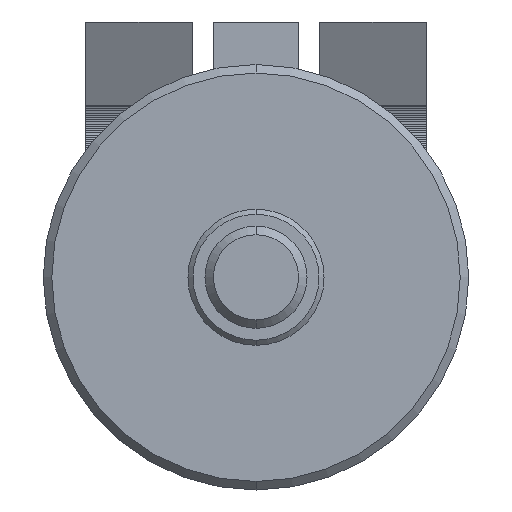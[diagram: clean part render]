
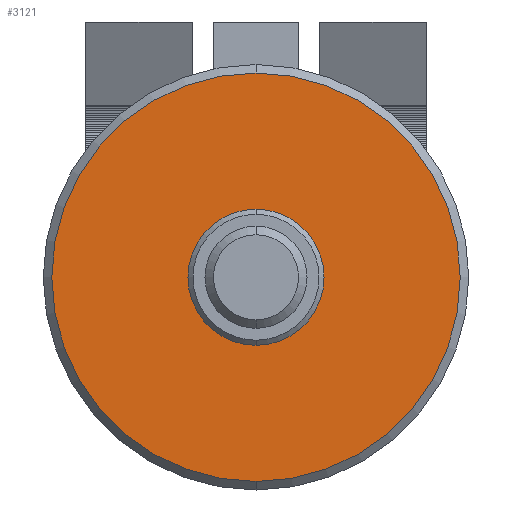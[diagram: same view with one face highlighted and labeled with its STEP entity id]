
A CAD part, front view. The second image highlights one B-rep face of the part: STEP entity #3121.
In plain terms, the highlighted planar face has unit normal (0, -1, 0).
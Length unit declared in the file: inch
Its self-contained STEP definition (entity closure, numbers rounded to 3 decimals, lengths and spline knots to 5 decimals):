
#68 = EDGE_CURVE ( 'NONE', #2855, #3832, #7671, .T. ) ;
#134 = CARTESIAN_POINT ( 'NONE',  ( 0., 0., 0.47244 ) ) ;
#1218 = AXIS2_PLACEMENT_3D ( 'NONE', #4458, #4269, #4216 ) ;
#1220 = CIRCLE ( 'NONE', #2750, 0.47244 ) ;
#2750 = AXIS2_PLACEMENT_3D ( 'NONE', #2937, #2986, #2954 ) ;
#2855 = VERTEX_POINT ( 'NONE', #6958 ) ;
#2937 = CARTESIAN_POINT ( 'NONE',  ( 0., 0., 0. ) ) ;
#2954 = DIRECTION ( 'NONE',  ( 0., 0., 1. ) ) ;
#2986 = DIRECTION ( 'NONE',  ( 0., 1., 0. ) ) ;
#3097 = FACE_OUTER_BOUND ( 'NONE', #3553, .T. ) ;
#3121 = ADVANCED_FACE ( 'NONE', ( #3097 ), #4652, .F. ) ;
#3209 = EDGE_CURVE ( 'NONE', #3832, #2855, #1220, .T. ) ;
#3346 = CARTESIAN_POINT ( 'NONE',  ( 0., 0., 0. ) ) ;
#3349 = DIRECTION ( 'NONE',  ( 0., 1., 0. ) ) ;
#3356 = DIRECTION ( 'NONE',  ( 0., 0., 1. ) ) ;
#3553 = EDGE_LOOP ( 'NONE', ( #4528, #4535 ) ) ;
#3832 = VERTEX_POINT ( 'NONE', #134 ) ;
#4216 = DIRECTION ( 'NONE',  ( 0., 0., 1. ) ) ;
#4269 = DIRECTION ( 'NONE',  ( 0., 1., 0. ) ) ;
#4458 = CARTESIAN_POINT ( 'NONE',  ( -0.3937, 0., -0.3937 ) ) ;
#4528 = ORIENTED_EDGE ( 'NONE', *, *, #3209, .F. ) ;
#4535 = ORIENTED_EDGE ( 'NONE', *, *, #68, .F. ) ;
#4652 = PLANE ( 'NONE',  #1218 ) ;
#6405 = AXIS2_PLACEMENT_3D ( 'NONE', #3346, #3349, #3356 ) ;
#6958 = CARTESIAN_POINT ( 'NONE',  ( 0., 0., -0.47244 ) ) ;
#7671 = CIRCLE ( 'NONE', #6405, 0.47244 ) ;
